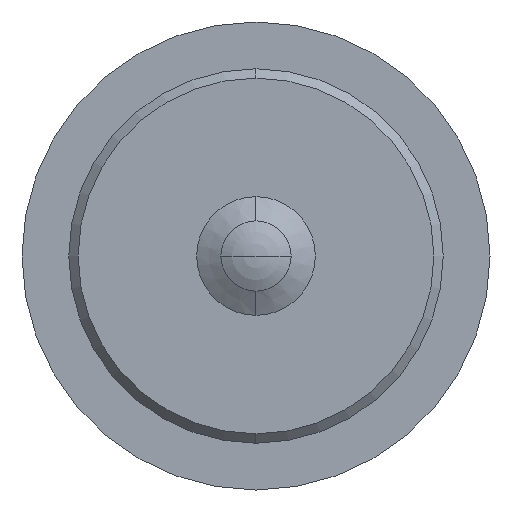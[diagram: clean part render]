
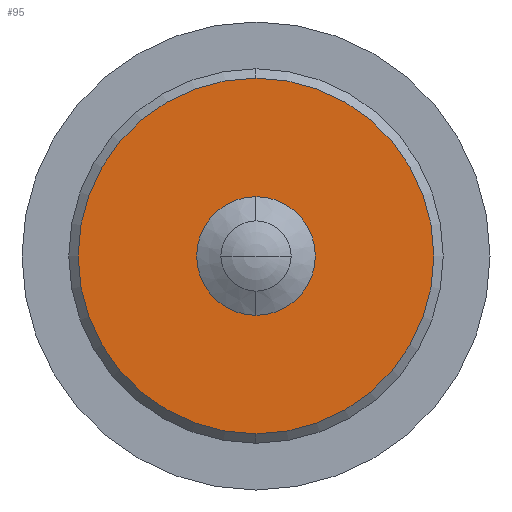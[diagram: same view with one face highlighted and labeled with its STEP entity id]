
A CAD part, left-side view. The second image highlights one B-rep face of the part: STEP entity #95.
In plain terms, the highlighted planar face has unit normal (-1, 0, 0).
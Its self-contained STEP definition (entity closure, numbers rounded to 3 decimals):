
#95=ADVANCED_FACE('',(#147,#148),#149,.F.);
#147=FACE_BOUND('',#209,.T.);
#148=FACE_OUTER_BOUND('',#210,.T.);
#149=PLANE('',#211);
#209=EDGE_LOOP('',(#369,#370));
#210=EDGE_LOOP('',(#371,#372));
#211=AXIS2_PLACEMENT_3D('',#373,#374,#375);
#369=ORIENTED_EDGE('',*,*,#483,.F.);
#370=ORIENTED_EDGE('',*,*,#463,.F.);
#371=ORIENTED_EDGE('',*,*,#484,.T.);
#372=ORIENTED_EDGE('',*,*,#461,.T.);
#373=CARTESIAN_POINT('',(0.5,1.268,0.0));
#374=DIRECTION('',(1.0,0.0,0.0));
#375=DIRECTION('',(0.0,0.0,-1.0));
#461=EDGE_CURVE('',#539,#541,#543,.T.);
#463=EDGE_CURVE('',#544,#547,#548,.T.);
#483=EDGE_CURVE('',#547,#544,#576,.T.);
#484=EDGE_CURVE('',#541,#539,#577,.T.);
#539=VERTEX_POINT('',#644);
#541=VERTEX_POINT('',#647);
#543=CIRCLE('',#650,3.8);
#544=VERTEX_POINT('',#651);
#547=VERTEX_POINT('',#655);
#548=CIRCLE('',#656,1.268);
#576=CIRCLE('',#687,1.268);
#577=CIRCLE('',#688,3.8);
#644=CARTESIAN_POINT('',(0.5,0.,-3.8));
#647=CARTESIAN_POINT('',(0.5,0.0,3.8));
#650=AXIS2_PLACEMENT_3D('',#753,#754,#755);
#651=CARTESIAN_POINT('',(0.5,0.,-1.268));
#655=CARTESIAN_POINT('',(0.5,0.0,1.268));
#656=AXIS2_PLACEMENT_3D('',#757,#758,#759);
#687=AXIS2_PLACEMENT_3D('',#811,#812,#813);
#688=AXIS2_PLACEMENT_3D('',#814,#815,#816);
#753=CARTESIAN_POINT('',(0.5,0.0,0.0));
#754=DIRECTION('',(-1.0,0.0,0.0));
#755=DIRECTION('',(0.0,0.0,1.0));
#757=CARTESIAN_POINT('',(0.5,0.0,0.0));
#758=DIRECTION('',(-1.0,0.0,0.0));
#759=DIRECTION('',(0.0,0.0,1.0));
#811=CARTESIAN_POINT('',(0.5,0.0,0.0));
#812=DIRECTION('',(-1.0,0.0,0.0));
#813=DIRECTION('',(0.0,0.0,1.0));
#814=CARTESIAN_POINT('',(0.5,0.0,0.0));
#815=DIRECTION('',(-1.0,0.0,0.0));
#816=DIRECTION('',(0.0,0.0,1.0));
